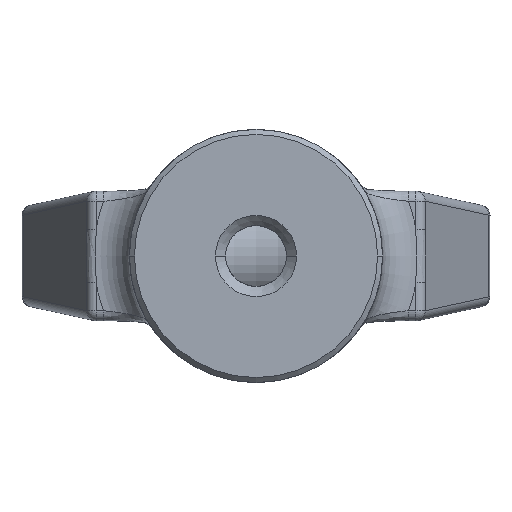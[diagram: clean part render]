
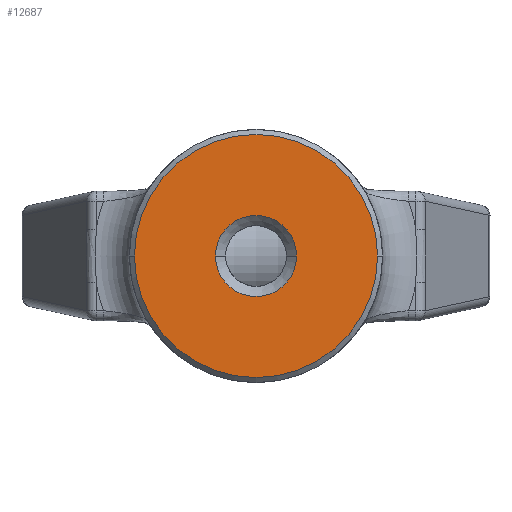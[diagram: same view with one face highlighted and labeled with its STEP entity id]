
A CAD part, front view. The second image highlights one B-rep face of the part: STEP entity #12687.
In plain terms, the highlighted planar face has unit normal (0, -1, 0).
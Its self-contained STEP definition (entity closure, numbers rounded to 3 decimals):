
#3348=CARTESIAN_POINT('',(0.,-22.,0.));
#3349=DIRECTION('',(0.,-1.,0.));
#3350=DIRECTION('',(-1.,0.,0.));
#3351=AXIS2_PLACEMENT_3D('',#3348,#3349,#3350);
#3353=CARTESIAN_POINT('',(0.,-22.,0.));
#3354=DIRECTION('',(0.,1.,0.));
#3355=DIRECTION('',(-1.,0.,0.));
#3356=AXIS2_PLACEMENT_3D('',#3353,#3354,#3355);
#3358=CARTESIAN_POINT('',(0.,-22.,0.));
#3359=DIRECTION('',(0.,-1.,0.));
#3360=DIRECTION('',(-1.,0.,0.));
#3361=AXIS2_PLACEMENT_3D('',#3358,#3359,#3360);
#3363=CARTESIAN_POINT('',(0.,-22.,0.));
#3364=DIRECTION('',(0.,-1.,0.));
#3365=DIRECTION('',(1.,0.,0.));
#3366=AXIS2_PLACEMENT_3D('',#3363,#3364,#3365);
#7478=CARTESIAN_POINT('',(-12.,-22.,0.));
#7479=VERTEX_POINT('',#7478);
#7480=CARTESIAN_POINT('',(12.,-22.,0.));
#7481=VERTEX_POINT('',#7480);
#7486=CARTESIAN_POINT('',(-4.,-22.,0.));
#7487=CARTESIAN_POINT('',(4.,-22.,0.));
#7488=VERTEX_POINT('',#7486);
#7489=VERTEX_POINT('',#7487);
#12672=CARTESIAN_POINT('',(0.,-22.,0.));
#12673=DIRECTION('',(0.,1.,0.));
#12674=DIRECTION('',(1.,0.,0.));
#12675=AXIS2_PLACEMENT_3D('',#12672,#12673,#12674);
#12676=PLANE('',#12675);
#12677=ORIENTED_EDGE('',*,*,#12651,.F.);
#12678=ORIENTED_EDGE('',*,*,#12667,.T.);
#12679=EDGE_LOOP('',(#12677,#12678));
#12680=FACE_OUTER_BOUND('',#12679,.F.);
#12682=ORIENTED_EDGE('',*,*,#12681,.T.);
#12684=ORIENTED_EDGE('',*,*,#12683,.T.);
#12685=EDGE_LOOP('',(#12682,#12684));
#12686=FACE_BOUND('',#12685,.F.);
#12687=ADVANCED_FACE('',(#12680,#12686),#12676,.F.);
#3352=CIRCLE('',#3351,12.);
#3357=CIRCLE('',#3356,12.);
#3362=CIRCLE('',#3361,4.);
#3367=CIRCLE('',#3366,4.);
#12651=EDGE_CURVE('',#7479,#7481,#3352,.T.);
#12667=EDGE_CURVE('',#7479,#7481,#3357,.T.);
#12681=EDGE_CURVE('',#7488,#7489,#3362,.T.);
#12683=EDGE_CURVE('',#7489,#7488,#3367,.T.);
